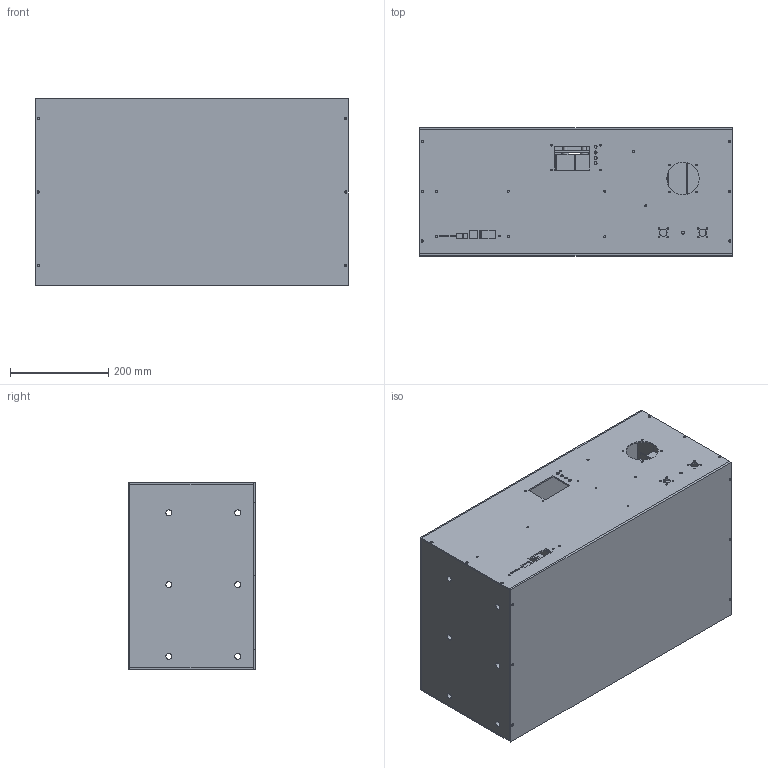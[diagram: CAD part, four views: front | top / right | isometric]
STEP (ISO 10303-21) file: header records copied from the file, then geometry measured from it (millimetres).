
FILE_DESCRIPTION (( 'STEP AP214' ), '1' );
FILE_NAME ('Battery_Pack32.STEP', '2025-07-06T08:25:44', ( '' ), ( '' ), 'SwSTEP 2.0', 'SolidWorks 2016', '' );
FILE_SCHEMA (( 'AUTOMOTIVE_DESIGN' ));
Length unit declared in the file: millimetre
Products named in the file (14): Bottom_Panel; End_Plate; Top_Panel; Battery; Battery_Pack32; Separator1; Bus_Bar3; Separator2; Bus_Bar2; Bus_Bar1; Front_Panel; Battery_Back; Read_Panel; Separator3
Assembly tree (48 placements, depth 3):
  Battery_Pack32
    Battery_Back  x16
      Battery
      Separator2
      Separator3
    Separator2
    End_Plate  x2
    Separator1
    Bus_Bar1  x2
    Bus_Bar2  x8
    Bus_Bar3  x7
    Front_Panel
    Read_Panel
    Bottom_Panel
    Top_Panel
Bounding box: 635 x 260 x 379 mm (x, y, z)
Volume: 38538134.5 mm3; surface area: 8138272.9 mm2
Topology: 137 solids, 137 shells, 2232 faces, 5424 edges, 3616 vertices
Faces by surface type: cylinder 1140, plane 1092
Entity records: 12679 total; most frequent: DIRECTION 2257, CARTESIAN_POINT 2057, ORIENTED_EDGE 1902, EDGE_CURVE 951, AXIS2_PLACEMENT_3D 900, VERTEX_POINT 634, EDGE_LOOP 579, CIRCLE 492
